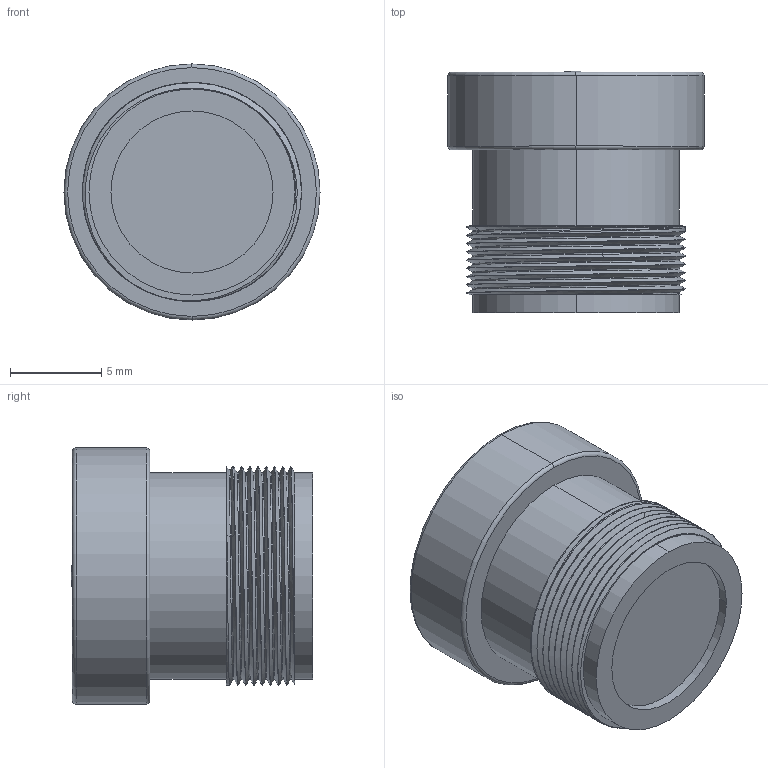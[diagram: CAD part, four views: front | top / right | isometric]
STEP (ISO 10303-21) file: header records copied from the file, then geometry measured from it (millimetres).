
FILE_DESCRIPTION((''),'2;1');
FILE_NAME('LK013','2021-04-23T14:08:29',('Arducam'),(''),'CREO PARAMETRIC BY PTC INC, 2019080','CREO PARAMETRIC BY PTC INC, 2019080','');
FILE_SCHEMA(('AUTOMOTIVE_DESIGN { 1 0 10303 214 1 1 1 1 }'));
Length unit declared in the file: millimetre
Products named in the file (1): LK013
Bounding box: 14.04 x 13.25 x 14.04 mm (x, y, z)
Volume: 1027.2 mm3; surface area: 1291.4 mm2
Topology: 1 solids, 2 shells, 53 faces, 124 edges, 77 vertices
Faces by surface type: cylinder 26, bspline 11, plane 7, torus 4, cone 3, sphere 2
Entity records: 4871 total; most frequent: CARTESIAN_POINT 3347, ORIENTED_EDGE 244, DIRECTION 190, EDGE_CURVE 122, AXIS2_PLACEMENT_3D 78, VERTEX_POINT 77, EDGE_LOOP 57, FACE_OUTER_BOUND 53
